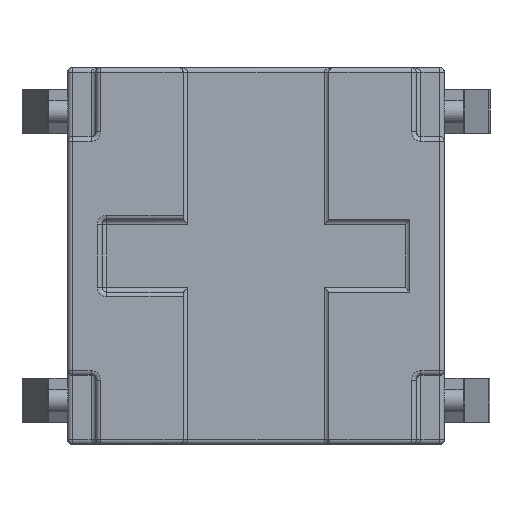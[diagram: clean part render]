
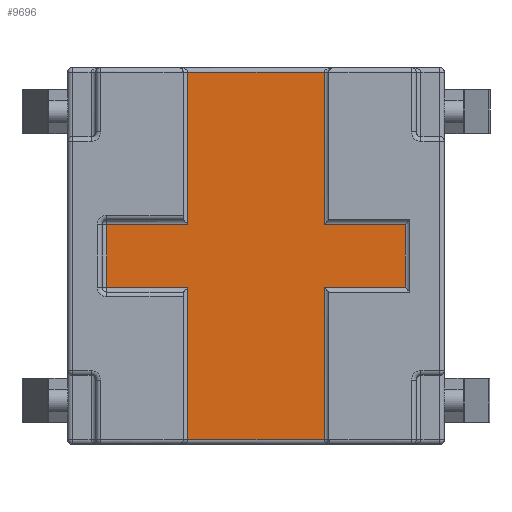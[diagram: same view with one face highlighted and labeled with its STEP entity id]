
A CAD part, front view. The second image highlights one B-rep face of the part: STEP entity #9696.
In plain terms, the highlighted planar face has unit normal (0, -1, 0).
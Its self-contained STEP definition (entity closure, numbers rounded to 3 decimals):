
#14 = VERTEX_POINT ( 'NONE', #1686 ) ;
#507 = VECTOR ( 'NONE', #3278, 1000. ) ;
#540 = DIRECTION ( 'NONE',  ( 0., 1., 0. ) ) ;
#834 = ORIENTED_EDGE ( 'NONE', *, *, #5118, .T. ) ;
#899 = DIRECTION ( 'NONE',  ( -1., 0., 0. ) ) ;
#957 = DIRECTION ( 'NONE',  ( 1., 0., 0. ) ) ;
#980 = ORIENTED_EDGE ( 'NONE', *, *, #5650, .T. ) ;
#1067 = DIRECTION ( 'NONE',  ( 0., 0., 1. ) ) ;
#1131 = DIRECTION ( 'NONE',  ( 0., 0., -1. ) ) ;
#1411 = DIRECTION ( 'NONE',  ( 0., 0., -1. ) ) ;
#1433 = EDGE_CURVE ( 'NONE', #3147, #8429, #4021, .T. ) ;
#1686 = CARTESIAN_POINT ( 'NONE',  ( -2.375, 0.55, -0.5 ) ) ;
#1727 = CARTESIAN_POINT ( 'NONE',  ( -1.16, 0.55, 2.925 ) ) ;
#1769 = CARTESIAN_POINT ( 'NONE',  ( -1.16, 0.55, 0.5 ) ) ;
#1775 = EDGE_CURVE ( 'NONE', #9803, #3147, #9605, .T. ) ;
#2108 = ORIENTED_EDGE ( 'NONE', *, *, #9554, .T. ) ;
#2248 = CARTESIAN_POINT ( 'NONE',  ( -1.16, 0.55, -0.5 ) ) ;
#2441 = ORIENTED_EDGE ( 'NONE', *, *, #1433, .T. ) ;
#2548 = DIRECTION ( 'NONE',  ( -1., 0., 0. ) ) ;
#2571 = ORIENTED_EDGE ( 'NONE', *, *, #4498, .T. ) ;
#2623 = LINE ( 'NONE', #7982, #4142 ) ;
#2800 = ORIENTED_EDGE ( 'NONE', *, *, #9819, .T. ) ;
#2926 = AXIS2_PLACEMENT_3D ( 'NONE', #8389, #540, #7709 ) ;
#3095 = DIRECTION ( 'NONE',  ( 0., 0., 1. ) ) ;
#3133 = CARTESIAN_POINT ( 'NONE',  ( -1.085, 0.55, 0.575 ) ) ;
#3147 = VERTEX_POINT ( 'NONE', #7273 ) ;
#3278 = DIRECTION ( 'NONE',  ( 0., 0., 1. ) ) ;
#3314 = EDGE_CURVE ( 'NONE', #3546, #10278, #5300, .T. ) ;
#3546 = VERTEX_POINT ( 'NONE', #5115 ) ;
#3785 = LINE ( 'NONE', #2248, #6541 ) ;
#3810 = LINE ( 'NONE', #8222, #6559 ) ;
#3904 = ORIENTED_EDGE ( 'NONE', *, *, #1775, .T. ) ;
#4021 = LINE ( 'NONE', #10924, #10494 ) ;
#4142 = VECTOR ( 'NONE', #1067, 1000. ) ;
#4183 = ORIENTED_EDGE ( 'NONE', *, *, #5277, .T. ) ;
#4200 = PLANE ( 'NONE',  #2926 ) ;
#4363 = CARTESIAN_POINT ( 'NONE',  ( -1.16, 0.55, -0.5 ) ) ;
#4464 = CARTESIAN_POINT ( 'NONE',  ( -1.085, 0.55, -0.5 ) ) ;
#4498 = EDGE_CURVE ( 'NONE', #8429, #9147, #8722, .T. ) ;
#4884 = FACE_OUTER_BOUND ( 'NONE', #6715, .T. ) ;
#5015 = VECTOR ( 'NONE', #7812, 1000. ) ;
#5048 = VECTOR ( 'NONE', #899, 1000. ) ;
#5115 = CARTESIAN_POINT ( 'NONE',  ( -1.085, 0.55, 0.5 ) ) ;
#5118 = EDGE_CURVE ( 'NONE', #10861, #9803, #5642, .T. ) ;
#5251 = CARTESIAN_POINT ( 'NONE',  ( -1.085, 0.55, 2.925 ) ) ;
#5277 = EDGE_CURVE ( 'NONE', #14, #10861, #3785, .T. ) ;
#5300 = LINE ( 'NONE', #1769, #6434 ) ;
#5642 = LINE ( 'NONE', #10982, #8713 ) ;
#5650 = EDGE_CURVE ( 'NONE', #9147, #7815, #6643, .T. ) ;
#5694 = VERTEX_POINT ( 'NONE', #10525 ) ;
#5738 = ORIENTED_EDGE ( 'NONE', *, *, #5924, .T. ) ;
#5842 = LINE ( 'NONE', #1727, #7464 ) ;
#5890 = ORIENTED_EDGE ( 'NONE', *, *, #6014, .T. ) ;
#5924 = EDGE_CURVE ( 'NONE', #7815, #6920, #6381, .T. ) ;
#6014 = EDGE_CURVE ( 'NONE', #10392, #3546, #11018, .T. ) ;
#6381 = LINE ( 'NONE', #6869, #5048 ) ;
#6434 = VECTOR ( 'NONE', #10576, 1000. ) ;
#6541 = VECTOR ( 'NONE', #9123, 1000. ) ;
#6559 = VECTOR ( 'NONE', #1131, 1000. ) ;
#6643 = LINE ( 'NONE', #11129, #507 ) ;
#6682 = ORIENTED_EDGE ( 'NONE', *, *, #3314, .T. ) ;
#6715 = EDGE_LOOP ( 'NONE', ( #5738, #2800, #7459, #5890, #6682, #2108, #4183, #834, #3904, #2441, #2571, #980 ) ) ;
#6775 = CARTESIAN_POINT ( 'NONE',  ( 2.375, 0.55, -0.5 ) ) ;
#6869 = CARTESIAN_POINT ( 'NONE',  ( -1.16, 0.55, 0.5 ) ) ;
#6920 = VERTEX_POINT ( 'NONE', #10970 ) ;
#6939 = CARTESIAN_POINT ( 'NONE',  ( -2.375, 0.55, 0.5 ) ) ;
#7273 = CARTESIAN_POINT ( 'NONE',  ( 1.085, 0.55, -2.925 ) ) ;
#7408 = DIRECTION ( 'NONE',  ( 0., 0., -1. ) ) ;
#7459 = ORIENTED_EDGE ( 'NONE', *, *, #9136, .T. ) ;
#7464 = VECTOR ( 'NONE', #2548, 1000. ) ;
#7709 = DIRECTION ( 'NONE',  ( 0., 0., 1. ) ) ;
#7784 = VECTOR ( 'NONE', #957, 1000. ) ;
#7812 = DIRECTION ( 'NONE',  ( 1., 0., 0. ) ) ;
#7815 = VERTEX_POINT ( 'NONE', #10020 ) ;
#7822 = CARTESIAN_POINT ( 'NONE',  ( -1.085, 0.55, -2.925 ) ) ;
#7982 = CARTESIAN_POINT ( 'NONE',  ( 1.085, 0.55, 2.925 ) ) ;
#7983 = VECTOR ( 'NONE', #7408, 1000. ) ;
#8020 = CARTESIAN_POINT ( 'NONE',  ( 1.085, 0.55, -0.5 ) ) ;
#8222 = CARTESIAN_POINT ( 'NONE',  ( -2.375, 0.55, -3. ) ) ;
#8389 = CARTESIAN_POINT ( 'NONE',  ( -1.16, 0.55, -3. ) ) ;
#8429 = VERTEX_POINT ( 'NONE', #8020 ) ;
#8693 = CARTESIAN_POINT ( 'NONE',  ( -1.16, 0.55, -2.925 ) ) ;
#8713 = VECTOR ( 'NONE', #1411, 1000. ) ;
#8722 = LINE ( 'NONE', #4363, #5015 ) ;
#9123 = DIRECTION ( 'NONE',  ( 1., 0., 0. ) ) ;
#9136 = EDGE_CURVE ( 'NONE', #5694, #10392, #5842, .T. ) ;
#9147 = VERTEX_POINT ( 'NONE', #6775 ) ;
#9554 = EDGE_CURVE ( 'NONE', #10278, #14, #3810, .T. ) ;
#9605 = LINE ( 'NONE', #8693, #7784 ) ;
#9696 = ADVANCED_FACE ( 'NONE', ( #4884 ), #4200, .F. ) ;
#9803 = VERTEX_POINT ( 'NONE', #7822 ) ;
#9819 = EDGE_CURVE ( 'NONE', #6920, #5694, #2623, .T. ) ;
#10020 = CARTESIAN_POINT ( 'NONE',  ( 2.375, 0.55, 0.5 ) ) ;
#10278 = VERTEX_POINT ( 'NONE', #6939 ) ;
#10392 = VERTEX_POINT ( 'NONE', #5251 ) ;
#10494 = VECTOR ( 'NONE', #3095, 1000. ) ;
#10525 = CARTESIAN_POINT ( 'NONE',  ( 1.085, 0.55, 2.925 ) ) ;
#10576 = DIRECTION ( 'NONE',  ( -1., 0., 0. ) ) ;
#10861 = VERTEX_POINT ( 'NONE', #4464 ) ;
#10924 = CARTESIAN_POINT ( 'NONE',  ( 1.085, 0.55, -0.575 ) ) ;
#10970 = CARTESIAN_POINT ( 'NONE',  ( 1.085, 0.55, 0.5 ) ) ;
#10982 = CARTESIAN_POINT ( 'NONE',  ( -1.085, 0.55, -2.925 ) ) ;
#11018 = LINE ( 'NONE', #3133, #7983 ) ;
#11129 = CARTESIAN_POINT ( 'NONE',  ( 2.375, 0.55, -3. ) ) ;
